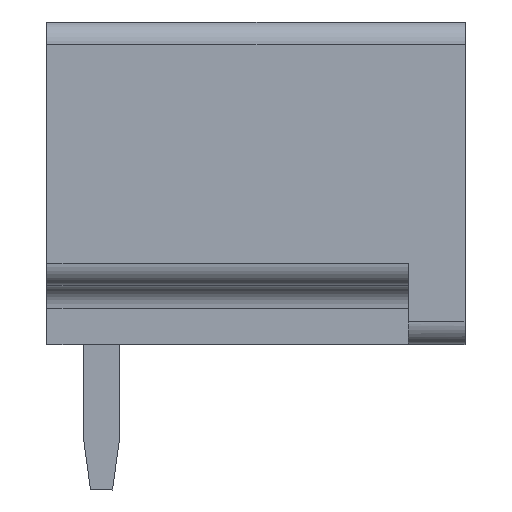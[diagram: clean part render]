
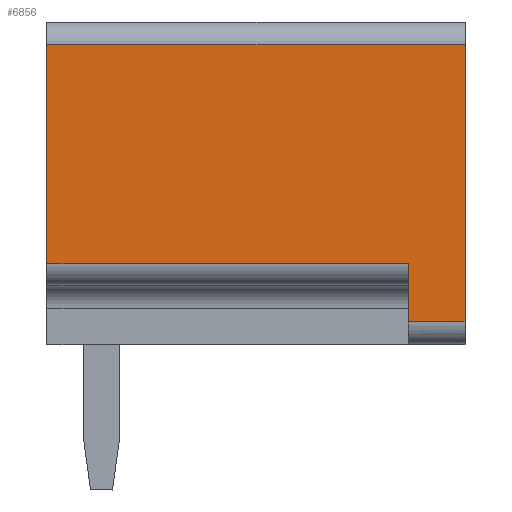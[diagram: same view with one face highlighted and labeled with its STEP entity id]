
A CAD part, left-side view. The second image highlights one B-rep face of the part: STEP entity #6856.
In plain terms, the highlighted planar face has unit normal (-1, 0, 0).
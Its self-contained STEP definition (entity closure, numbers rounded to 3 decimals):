
#6820=AXIS2_PLACEMENT_3D('Plane Axis2P3D',#6817,#6818,#6819) ;
#70=CARTESIAN_POINT('Vertex',(0.,0.,9.8)) ;
#73=CARTESIAN_POINT('Line Origine',(0.,0.,6.75)) ;
#77=CARTESIAN_POINT('Vertex',(0.,0.,3.7)) ;
#6802=CARTESIAN_POINT('Vertex',(0.,9.2,9.8)) ;
#6805=CARTESIAN_POINT('Line Origine',(0.,4.6,9.8)) ;
#6817=CARTESIAN_POINT('Axis2P3D Location',(0.,0.,9.8)) ;
#6822=CARTESIAN_POINT('Line Origine',(0.,5.225,4.99)) ;
#6826=CARTESIAN_POINT('Vertex',(0.,9.2,4.99)) ;
#6828=CARTESIAN_POINT('Vertex',(0.,1.25,4.99)) ;
#6831=CARTESIAN_POINT('Line Origine',(0.,1.25,4.345)) ;
#6835=CARTESIAN_POINT('Vertex',(0.,1.25,3.7)) ;
#6838=CARTESIAN_POINT('Line Origine',(0.,0.625,3.7)) ;
#6843=CARTESIAN_POINT('Line Origine',(0.,9.2,7.395)) ;
#74=DIRECTION('Vector Direction',(0.,0.,-1.)) ;
#6806=DIRECTION('Vector Direction',(0.,-1.,0.)) ;
#6818=DIRECTION('Axis2P3D Direction',(1.,-0.,0.)) ;
#6819=DIRECTION('Axis2P3D XDirection',(0.,0.,-1.)) ;
#6823=DIRECTION('Vector Direction',(0.,-1.,0.)) ;
#6832=DIRECTION('Vector Direction',(0.,0.,-1.)) ;
#6839=DIRECTION('Vector Direction',(0.,1.,0.)) ;
#6844=DIRECTION('Vector Direction',(0.,0.,-1.)) ;
#75=VECTOR('Line Direction',#74,1.) ;
#6807=VECTOR('Line Direction',#6806,1.) ;
#6824=VECTOR('Line Direction',#6823,1.) ;
#6833=VECTOR('Line Direction',#6832,1.) ;
#6840=VECTOR('Line Direction',#6839,1.) ;
#6845=VECTOR('Line Direction',#6844,1.) ;
#6849=ORIENTED_EDGE('',*,*,#6830,.T.) ;
#6850=ORIENTED_EDGE('',*,*,#6837,.T.) ;
#6851=ORIENTED_EDGE('',*,*,#6842,.F.) ;
#6852=ORIENTED_EDGE('',*,*,#79,.F.) ;
#6853=ORIENTED_EDGE('',*,*,#6809,.T.) ;
#6854=ORIENTED_EDGE('',*,*,#6847,.T.) ;
#6856=ADVANCED_FACE('HOUSING',(#6855),#6821,.F.) ;
#79=EDGE_CURVE('',#71,#78,#76,.T.) ;
#6809=EDGE_CURVE('',#71,#6803,#6808,.F.) ;
#6830=EDGE_CURVE('',#6827,#6829,#6825,.T.) ;
#6837=EDGE_CURVE('',#6829,#6836,#6834,.T.) ;
#6842=EDGE_CURVE('',#78,#6836,#6841,.T.) ;
#6847=EDGE_CURVE('',#6803,#6827,#6846,.T.) ;
#6848=EDGE_LOOP('',(#6849,#6850,#6851,#6852,#6853,#6854)) ;
#6855=FACE_OUTER_BOUND('',#6848,.T.) ;
#76=LINE('Line',#73,#75) ;
#6808=LINE('Line',#6805,#6807) ;
#6825=LINE('Line',#6822,#6824) ;
#6834=LINE('Line',#6831,#6833) ;
#6841=LINE('Line',#6838,#6840) ;
#6846=LINE('Line',#6843,#6845) ;
#6821=PLANE('',#6820) ;
#71=VERTEX_POINT('',#70) ;
#78=VERTEX_POINT('',#77) ;
#6803=VERTEX_POINT('',#6802) ;
#6827=VERTEX_POINT('',#6826) ;
#6829=VERTEX_POINT('',#6828) ;
#6836=VERTEX_POINT('',#6835) ;
